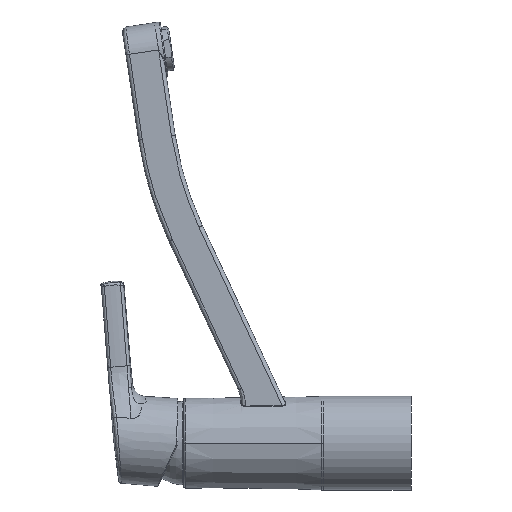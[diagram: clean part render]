
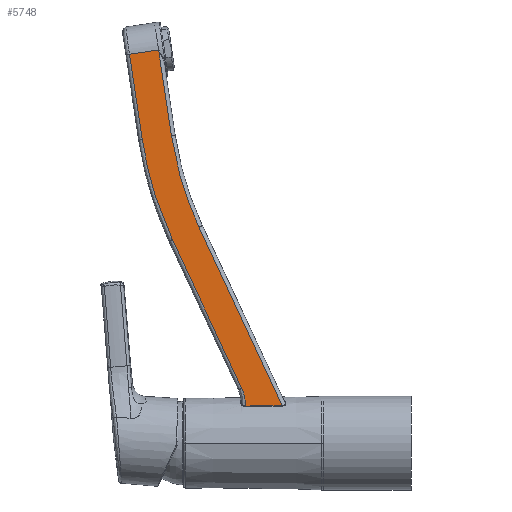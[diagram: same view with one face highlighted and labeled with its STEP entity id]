
A CAD part, left-side view. The second image highlights one B-rep face of the part: STEP entity #5748.
In plain terms, the highlighted planar face has unit normal (-1, 0, 0).
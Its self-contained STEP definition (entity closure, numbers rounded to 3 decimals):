
#217 = ORIENTED_EDGE ( 'NONE', *, *, #8972, .F. ) ;
#292 = CARTESIAN_POINT ( 'NONE',  ( -15., 115.457, 117.529 ) ) ;
#373 = DIRECTION ( 'NONE',  ( 0., 0.148, 0.989 ) ) ;
#383 = CARTESIAN_POINT ( 'NONE',  ( -15., 129.958, 110.767 ) ) ;
#578 = VERTEX_POINT ( 'NONE', #383 ) ;
#678 = CARTESIAN_POINT ( 'NONE',  ( -15., 129.958, 110.767 ) ) ;
#986 = CARTESIAN_POINT ( 'NONE',  ( -14.999, 137.475, 214.025 ) ) ;
#1047 = CARTESIAN_POINT ( 'NONE',  ( -15., 92.202, 29.8 ) ) ;
#1117 = CARTESIAN_POINT ( 'NONE',  ( -15., 92.202, 29.8 ) ) ;
#1127 = EDGE_CURVE ( 'NONE', #5370, #8519, #9366, .T. ) ;
#1358 = CARTESIAN_POINT ( 'NONE',  ( -15., 153.281, 211.663 ) ) ;
#1436 = CARTESIAN_POINT ( 'NONE',  ( -15., 115.457, 117.529 ) ) ;
#1478 = CARTESIAN_POINT ( 'NONE',  ( -15., 146.334, 165.179 ) ) ;
#1636 = DIRECTION ( 'NONE',  ( 0., 0., -1. ) ) ;
#1699 = CARTESIAN_POINT ( 'NONE',  ( -15., 90.144, 20.181 ) ) ;
#1968 = ORIENTED_EDGE ( 'NONE', *, *, #9616, .F. ) ;
#2064 =( BOUNDED_CURVE ( )  B_SPLINE_CURVE ( 3, ( #678, #2429, #7773, #2467 ),
 .UNSPECIFIED., .F., .T. ) 
 B_SPLINE_CURVE_WITH_KNOTS ( ( 4, 4 ),
 ( 0., 1. ),
 .UNSPECIFIED. ) 
 CURVE ( )  GEOMETRIC_REPRESENTATION_ITEM ( )  RATIONAL_B_SPLINE_CURVE ( ( 1., 0.993, 0.993, 1. ) ) 
 REPRESENTATION_ITEM ( '' )  );
#2106 = EDGE_CURVE ( 'NONE', #8244, #578, #4904, .T. ) ;
#2371 = LINE ( 'NONE', #6257, #6789 ) ;
#2429 = CARTESIAN_POINT ( 'NONE',  ( -15., 138.018, 128.052 ) ) ;
#2467 = CARTESIAN_POINT ( 'NONE',  ( -15., 146.334, 165.179 ) ) ;
#2595 = CARTESIAN_POINT ( 'NONE',  ( -15., -49.491, 194.445 ) ) ;
#2806 = VECTOR ( 'NONE', #10246, 1000. ) ;
#3337 = CARTESIAN_POINT ( 'NONE',  ( -15., 130.499, 167.471 ) ) ;
#3381 = ORIENTED_EDGE ( 'NONE', *, *, #10589, .F. ) ;
#3463 = VECTOR ( 'NONE', #6474, 1000. ) ;
#3549 = DIRECTION ( 'NONE',  ( 0., 1., -0.016 ) ) ;
#3810 = LINE ( 'NONE', #292, #3463 ) ;
#3924 = FACE_OUTER_BOUND ( 'NONE', #10565, .T. ) ;
#4067 = ORIENTED_EDGE ( 'NONE', *, *, #6635, .F. ) ;
#4248 = CARTESIAN_POINT ( 'NONE',  ( -15., 122.855, 133.395 ) ) ;
#4520 = ORIENTED_EDGE ( 'NONE', *, *, #6431, .F. ) ;
#4571 = ORIENTED_EDGE ( 'NONE', *, *, #2106, .F. ) ;
#4789 = AXIS2_PLACEMENT_3D ( 'NONE', #2595, #6931, #1636 ) ;
#4904 = LINE ( 'NONE', #1047, #2806 ) ;
#5010 =( BOUNDED_CURVE ( )  B_SPLINE_CURVE ( 3, ( #3337, #8661, #4248, #10436 ),
 .UNSPECIFIED., .F., .F. ) 
 B_SPLINE_CURVE_WITH_KNOTS ( ( 4, 4 ),
 ( 0., 1. ),
 .UNSPECIFIED. ) 
 CURVE ( )  GEOMETRIC_REPRESENTATION_ITEM ( )  RATIONAL_B_SPLINE_CURVE ( ( 1., 0.993, 0.993, 1. ) ) 
 REPRESENTATION_ITEM ( '' )  );
#5202 = DIRECTION ( 'NONE',  ( 0., -0.989, 0.148 ) ) ;
#5370 = VERTEX_POINT ( 'NONE', #1358 ) ;
#5481 = CARTESIAN_POINT ( 'NONE',  ( -15., 130.499, 167.471 ) ) ;
#5522 = CARTESIAN_POINT ( 'NONE',  ( -15., 92.202, 29.8 ) ) ;
#5556 = CARTESIAN_POINT ( 'NONE',  ( -15., 90.144, 20.181 ) ) ;
#5637 = VERTEX_POINT ( 'NONE', #1699 ) ;
#5679 = CARTESIAN_POINT ( 'NONE',  ( -15., 146.334, 165.179 ) ) ;
#5690 = LINE ( 'NONE', #5679, #10395 ) ;
#5748 = ADVANCED_FACE ( 'NONE', ( #3924 ), #10541, .F. ) ;
#6257 = CARTESIAN_POINT ( 'NONE',  ( -15., 137.475, 214.025 ) ) ;
#6431 = EDGE_CURVE ( 'NONE', #578, #11137, #2064, .T. ) ;
#6440 = CARTESIAN_POINT ( 'NONE',  ( -15., 90.793, 26.777 ) ) ;
#6474 = DIRECTION ( 'NONE',  ( 0., -0.423, -0.906 ) ) ;
#6635 = EDGE_CURVE ( 'NONE', #10333, #5637, #8771, .T. ) ;
#6714 = VECTOR ( 'NONE', #5202, 1000. ) ;
#6789 = VECTOR ( 'NONE', #7131, 1000. ) ;
#6931 = DIRECTION ( 'NONE',  ( 1., 0., 0. ) ) ;
#7131 = DIRECTION ( 'NONE',  ( 0., -0.148, -0.989 ) ) ;
#7750 = CARTESIAN_POINT ( 'NONE',  ( -15., 153.281, 211.663 ) ) ;
#7762 = EDGE_CURVE ( 'NONE', #8519, #8124, #2371, .T. ) ;
#7773 = CARTESIAN_POINT ( 'NONE',  ( -15., 143.515, 146.316 ) ) ;
#8124 = VERTEX_POINT ( 'NONE', #5481 ) ;
#8244 = VERTEX_POINT ( 'NONE', #5522 ) ;
#8279 = EDGE_CURVE ( 'NONE', #5637, #8244, #10539, .T. ) ;
#8519 = VERTEX_POINT ( 'NONE', #986 ) ;
#8661 = CARTESIAN_POINT ( 'NONE',  ( -15., 127.904, 150.158 ) ) ;
#8771 = LINE ( 'NONE', #9753, #8780 ) ;
#8780 = VECTOR ( 'NONE', #3549, 1000. ) ;
#8972 = EDGE_CURVE ( 'NONE', #8124, #11054, #5010, .T. ) ;
#9366 = LINE ( 'NONE', #7750, #6714 ) ;
#9374 = ORIENTED_EDGE ( 'NONE', *, *, #8279, .F. ) ;
#9616 = EDGE_CURVE ( 'NONE', #11054, #10333, #3810, .T. ) ;
#9753 = CARTESIAN_POINT ( 'NONE',  ( -15., 90.144, 20.181 ) ) ;
#9879 = CARTESIAN_POINT ( 'NONE',  ( -15., 70.214, 20.506 ) ) ;
#10200 = ORIENTED_EDGE ( 'NONE', *, *, #7762, .F. ) ;
#10246 = DIRECTION ( 'NONE',  ( 0., 0.423, 0.906 ) ) ;
#10333 = VERTEX_POINT ( 'NONE', #9879 ) ;
#10365 = ORIENTED_EDGE ( 'NONE', *, *, #1127, .F. ) ;
#10395 = VECTOR ( 'NONE', #373, 1000. ) ;
#10436 = CARTESIAN_POINT ( 'NONE',  ( -15., 115.457, 117.529 ) ) ;
#10539 =( BOUNDED_CURVE ( )  B_SPLINE_CURVE ( 3, ( #5556, #10873, #6440, #1117 ),
 .UNSPECIFIED., .F., .T. ) 
 B_SPLINE_CURVE_WITH_KNOTS ( ( 4, 4 ),
 ( 0., 1. ),
 .UNSPECIFIED. ) 
 CURVE ( )  GEOMETRIC_REPRESENTATION_ITEM ( )  RATIONAL_B_SPLINE_CURVE ( ( 1., 0.983, 0.983, 1. ) ) 
 REPRESENTATION_ITEM ( '' )  );
#10541 = PLANE ( 'NONE',  #4789 ) ;
#10565 = EDGE_LOOP ( 'NONE', ( #217, #10200, #10365, #3381, #4520, #4571, #9374, #4067, #1968 ) ) ;
#10589 = EDGE_CURVE ( 'NONE', #11137, #5370, #5690, .T. ) ;
#10873 = CARTESIAN_POINT ( 'NONE',  ( -15., 90.095, 23.516 ) ) ;
#11054 = VERTEX_POINT ( 'NONE', #1436 ) ;
#11137 = VERTEX_POINT ( 'NONE', #1478 ) ;
